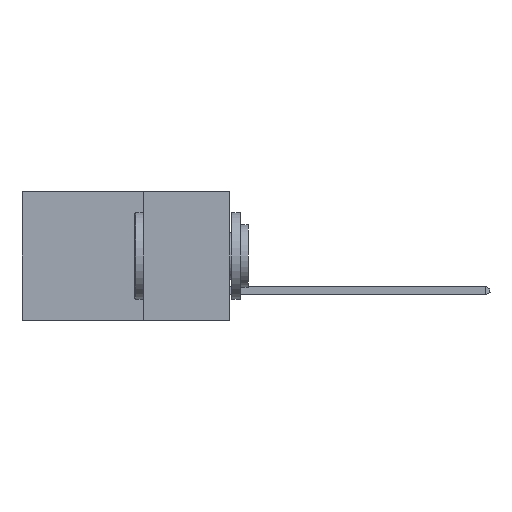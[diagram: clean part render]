
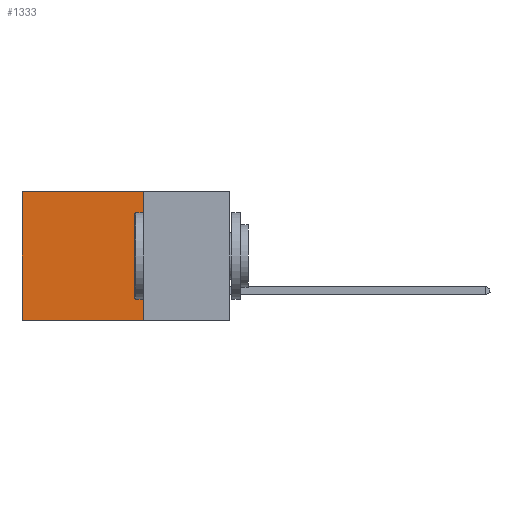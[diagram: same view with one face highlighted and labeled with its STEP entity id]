
A CAD part, left-side view. The second image highlights one B-rep face of the part: STEP entity #1333.
In plain terms, the highlighted planar face has unit normal (-1, 0, 0).
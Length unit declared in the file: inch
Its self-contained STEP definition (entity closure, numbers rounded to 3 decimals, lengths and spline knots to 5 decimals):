
#416 = DIRECTION ( 'NONE',  ( 0., 0., -1. ) ) ;
#453 = ORIENTED_EDGE ( 'NONE', *, *, #9093, .T. ) ;
#756 = LINE ( 'NONE', #3641, #7353 ) ;
#796 = EDGE_CURVE ( 'NONE', #9053, #10113, #1505, .T. ) ;
#939 = EDGE_CURVE ( 'NONE', #11163, #4598, #4730, .T. ) ;
#1333 = ADVANCED_FACE ( 'NONE', ( #9345 ), #9943, .F. ) ;
#1505 = LINE ( 'NONE', #4927, #10799 ) ;
#1631 = CARTESIAN_POINT ( 'NONE',  ( 0.298, 0.6, 0. ) ) ;
#1811 = ORIENTED_EDGE ( 'NONE', *, *, #939, .T. ) ;
#1964 = DIRECTION ( 'NONE',  ( 0., 0., -1. ) ) ;
#2033 = ORIENTED_EDGE ( 'NONE', *, *, #5169, .F. ) ;
#2308 = CARTESIAN_POINT ( 'NONE',  ( 0.298, 0.25, 0. ) ) ;
#2392 = EDGE_LOOP ( 'NONE', ( #453, #6845, #2033, #1811 ) ) ;
#2899 = LINE ( 'NONE', #10337, #4463 ) ;
#3641 = CARTESIAN_POINT ( 'NONE',  ( 0.298, 0.25, 0. ) ) ;
#4463 = VECTOR ( 'NONE', #416, 39.37008 ) ;
#4533 = CARTESIAN_POINT ( 'NONE',  ( 0.298, 0.25, 0. ) ) ;
#4565 = DIRECTION ( 'NONE',  ( 1., 0., 0. ) ) ;
#4598 = VERTEX_POINT ( 'NONE', #1631 ) ;
#4730 = LINE ( 'NONE', #8600, #7956 ) ;
#4927 = CARTESIAN_POINT ( 'NONE',  ( 0.298, 0.25, -0.37 ) ) ;
#5169 = EDGE_CURVE ( 'NONE', #11163, #9053, #756, .T. ) ;
#6483 = CARTESIAN_POINT ( 'NONE',  ( 0.298, 0.6, -0.37 ) ) ;
#6552 = CARTESIAN_POINT ( 'NONE',  ( 0.298, 0.25, -0.37 ) ) ;
#6845 = ORIENTED_EDGE ( 'NONE', *, *, #796, .F. ) ;
#7353 = VECTOR ( 'NONE', #10256, 39.37008 ) ;
#7956 = VECTOR ( 'NONE', #10545, 39.37008 ) ;
#8600 = CARTESIAN_POINT ( 'NONE',  ( 0.298, 0.25, 0. ) ) ;
#9053 = VERTEX_POINT ( 'NONE', #6552 ) ;
#9093 = EDGE_CURVE ( 'NONE', #4598, #10113, #2899, .T. ) ;
#9345 = FACE_OUTER_BOUND ( 'NONE', #2392, .T. ) ;
#9943 = PLANE ( 'NONE',  #11495 ) ;
#10113 = VERTEX_POINT ( 'NONE', #6483 ) ;
#10256 = DIRECTION ( 'NONE',  ( 0., 0., -1. ) ) ;
#10337 = CARTESIAN_POINT ( 'NONE',  ( 0.298, 0.6, 0. ) ) ;
#10545 = DIRECTION ( 'NONE',  ( 0., 1., 0. ) ) ;
#10674 = DIRECTION ( 'NONE',  ( 0., 1., 0. ) ) ;
#10799 = VECTOR ( 'NONE', #10674, 39.37008 ) ;
#11163 = VERTEX_POINT ( 'NONE', #2308 ) ;
#11495 = AXIS2_PLACEMENT_3D ( 'NONE', #4533, #4565, #1964 ) ;
